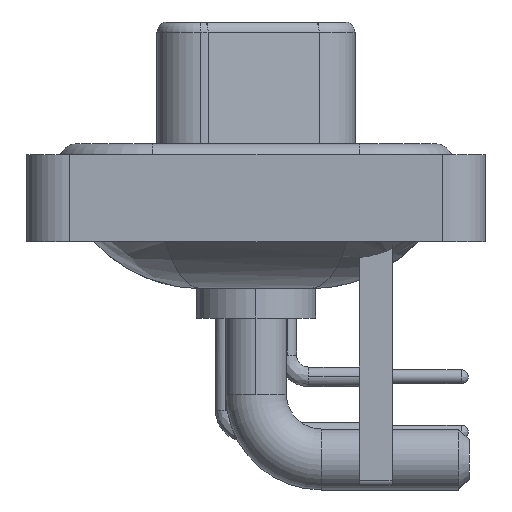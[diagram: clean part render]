
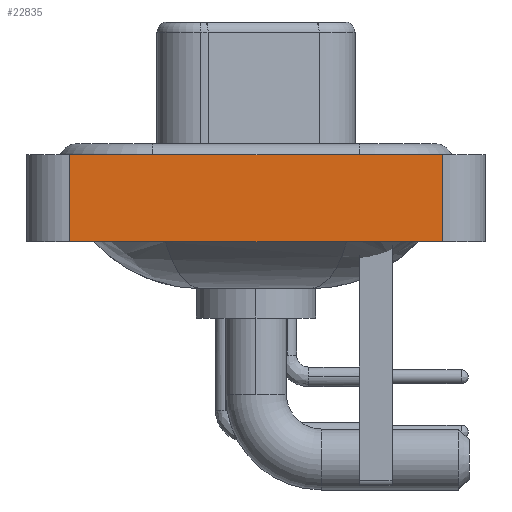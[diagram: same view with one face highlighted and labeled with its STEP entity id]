
A CAD part, left-side view. The second image highlights one B-rep face of the part: STEP entity #22835.
In plain terms, the highlighted planar face has unit normal (-1, 0, 0).
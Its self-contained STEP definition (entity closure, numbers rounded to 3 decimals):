
#664 = ORIENTED_EDGE ( 'NONE', *, *, #10726, .F. ) ;
#1657 = CARTESIAN_POINT ( 'NONE',  ( -7.35, 8.55, -3.6 ) ) ;
#3546 = ORIENTED_EDGE ( 'NONE', *, *, #9994, .T. ) ;
#4857 = VECTOR ( 'NONE', #26566, 1000. ) ;
#5168 = PLANE ( 'NONE',  #6750 ) ;
#5376 = VECTOR ( 'NONE', #8443, 1000. ) ;
#5388 = VECTOR ( 'NONE', #14932, 1000. ) ;
#6750 = AXIS2_PLACEMENT_3D ( 'NONE', #11387, #19464, #21246 ) ;
#7014 = EDGE_CURVE ( 'NONE', #19616, #14883, #16884, .T. ) ;
#8415 = LINE ( 'NONE', #16854, #11852 ) ;
#8443 = DIRECTION ( 'NONE',  ( 0., -1., 0. ) ) ;
#9994 = EDGE_CURVE ( 'NONE', #25743, #14883, #8415, .T. ) ;
#10726 = EDGE_CURVE ( 'NONE', #24829, #19616, #11972, .T. ) ;
#11387 = CARTESIAN_POINT ( 'NONE',  ( -7.35, -8.55, -3.6 ) ) ;
#11852 = VECTOR ( 'NONE', #16582, 1000. ) ;
#11972 = LINE ( 'NONE', #1657, #4857 ) ;
#12230 = CARTESIAN_POINT ( 'NONE',  ( -7.35, -8.55, 0.4 ) ) ;
#14099 = EDGE_LOOP ( 'NONE', ( #3546, #25358, #664, #15796 ) ) ;
#14883 = VERTEX_POINT ( 'NONE', #12230 ) ;
#14932 = DIRECTION ( 'NONE',  ( 0., -1., 0. ) ) ;
#15796 = ORIENTED_EDGE ( 'NONE', *, *, #20341, .T. ) ;
#16582 = DIRECTION ( 'NONE',  ( 0., 0., 1. ) ) ;
#16854 = CARTESIAN_POINT ( 'NONE',  ( -7.35, -8.55, -3.6 ) ) ;
#16884 = LINE ( 'NONE', #25209, #5376 ) ;
#17118 = CARTESIAN_POINT ( 'NONE',  ( -7.35, -8.55, -3.6 ) ) ;
#17224 = CARTESIAN_POINT ( 'NONE',  ( -7.35, 8.55, 0.4 ) ) ;
#19464 = DIRECTION ( 'NONE',  ( -1., 0., 0. ) ) ;
#19616 = VERTEX_POINT ( 'NONE', #17224 ) ;
#20134 = CARTESIAN_POINT ( 'NONE',  ( -7.35, 8.55, -3.6 ) ) ;
#20341 = EDGE_CURVE ( 'NONE', #24829, #25743, #22780, .T. ) ;
#21246 = DIRECTION ( 'NONE',  ( 0., 0., 1. ) ) ;
#22780 = LINE ( 'NONE', #17118, #5388 ) ;
#22835 = ADVANCED_FACE ( 'NONE', ( #23845 ), #5168, .T. ) ;
#23845 = FACE_OUTER_BOUND ( 'NONE', #14099, .T. ) ;
#24829 = VERTEX_POINT ( 'NONE', #20134 ) ;
#25209 = CARTESIAN_POINT ( 'NONE',  ( -7.35, -8.55, 0.4 ) ) ;
#25358 = ORIENTED_EDGE ( 'NONE', *, *, #7014, .F. ) ;
#25743 = VERTEX_POINT ( 'NONE', #26204 ) ;
#26204 = CARTESIAN_POINT ( 'NONE',  ( -7.35, -8.55, -3.6 ) ) ;
#26566 = DIRECTION ( 'NONE',  ( 0., 0., 1. ) ) ;
